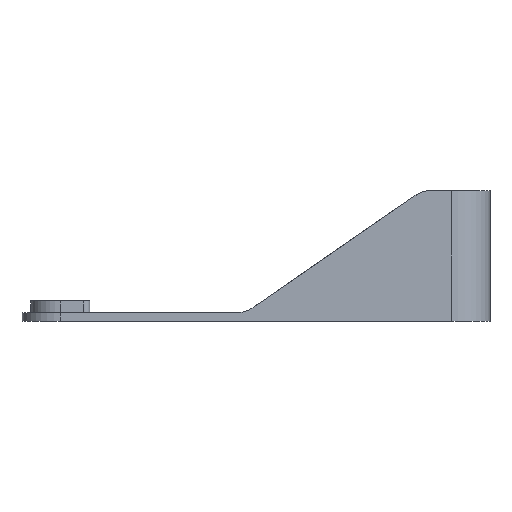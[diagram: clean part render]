
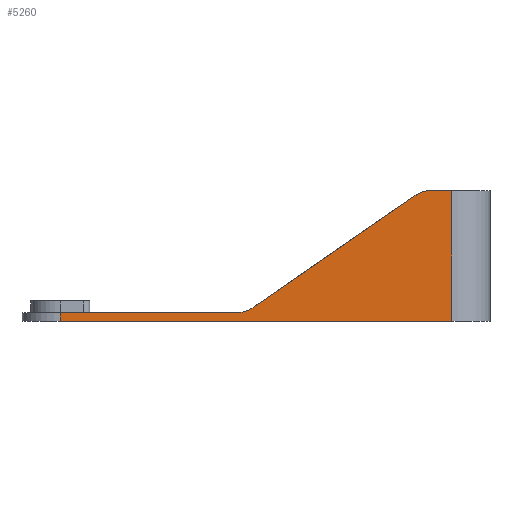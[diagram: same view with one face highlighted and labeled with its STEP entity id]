
A CAD part, front view. The second image highlights one B-rep face of the part: STEP entity #5260.
In plain terms, the highlighted planar face has unit normal (0, -1, 0).
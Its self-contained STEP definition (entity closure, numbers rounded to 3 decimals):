
#855 = PLANE('',#856);
#856 = AXIS2_PLACEMENT_3D('',#857,#858,#859);
#857 = CARTESIAN_POINT('',(123.25,-85.,-3.5));
#858 = DIRECTION('',(0.,0.,1.));
#859 = DIRECTION('',(1.,0.,0.));
#911 = PLANE('',#912);
#912 = AXIS2_PLACEMENT_3D('',#913,#914,#915);
#913 = CARTESIAN_POINT('',(153.98,-75.,18.73));
#914 = DIRECTION('',(0.,0.,1.));
#915 = DIRECTION('',(0.,1.,0.));
#937 = CYLINDRICAL_SURFACE('',#938,6.5);
#938 = AXIS2_PLACEMENT_3D('',#939,#940,#941);
#939 = CARTESIAN_POINT('',(156.5,-105.,-2.));
#940 = DIRECTION('',(0.,0.,1.));
#941 = DIRECTION('',(-1.,0.,0.));
#1300 = PLANE('',#1301);
#1301 = AXIS2_PLACEMENT_3D('',#1302,#1303,#1304);
#1302 = CARTESIAN_POINT('',(121.552,-85.,-2.));
#1303 = DIRECTION('',(0.,0.,1.));
#1304 = DIRECTION('',(0.,-1.,0.));
#2105 = VERTEX_POINT('',#2106);
#2106 = CARTESIAN_POINT('',(156.5,-111.5,-3.5));
#2239 = VERTEX_POINT('',#2240);
#2240 = CARTESIAN_POINT('',(90.,-111.5,-3.5));
#2255 = CYLINDRICAL_SURFACE('',#2256,6.5);
#2256 = AXIS2_PLACEMENT_3D('',#2257,#2258,#2259);
#2257 = CARTESIAN_POINT('',(90.,-105.,-2.));
#2258 = DIRECTION('',(0.,0.,1.));
#2259 = DIRECTION('',(-1.,0.,0.));
#2267 = EDGE_CURVE('',#2105,#2239,#2268,.T.);
#2268 = SURFACE_CURVE('',#2269,(#2273,#2280),.PCURVE_S1.);
#2269 = LINE('',#2270,#2271);
#2270 = CARTESIAN_POINT('',(156.5,-111.5,-3.5));
#2271 = VECTOR('',#2272,1.);
#2272 = DIRECTION('',(-1.,0.,0.));
#2273 = PCURVE('',#855,#2274);
#2274 = DEFINITIONAL_REPRESENTATION('',(#2275),#2279);
#2275 = LINE('',#2276,#2277);
#2276 = CARTESIAN_POINT('',(33.25,-26.5));
#2277 = VECTOR('',#2278,1.);
#2278 = DIRECTION('',(-1.,0.));
#2279 = ( GEOMETRIC_REPRESENTATION_CONTEXT(2) 
PARAMETRIC_REPRESENTATION_CONTEXT() REPRESENTATION_CONTEXT('2D SPACE',''
  ) );
#2280 = PCURVE('',#2281,#2286);
#2281 = PLANE('',#2282);
#2282 = AXIS2_PLACEMENT_3D('',#2283,#2284,#2285);
#2283 = CARTESIAN_POINT('',(123.25,-111.5,7.615));
#2284 = DIRECTION('',(0.,-1.,0.));
#2285 = DIRECTION('',(-1.,0.,0.));
#2286 = DEFINITIONAL_REPRESENTATION('',(#2287),#2291);
#2287 = LINE('',#2288,#2289);
#2288 = CARTESIAN_POINT('',(-33.25,11.115));
#2289 = VECTOR('',#2290,1.);
#2290 = DIRECTION('',(1.,0.));
#2291 = ( GEOMETRIC_REPRESENTATION_CONTEXT(2) 
PARAMETRIC_REPRESENTATION_CONTEXT() REPRESENTATION_CONTEXT('2D SPACE',''
  ) );
#2436 = EDGE_CURVE('',#2437,#2105,#2439,.T.);
#2437 = VERTEX_POINT('',#2438);
#2438 = CARTESIAN_POINT('',(156.5,-111.5,18.73));
#2439 = SURFACE_CURVE('',#2440,(#2444,#2451),.PCURVE_S1.);
#2440 = LINE('',#2441,#2442);
#2441 = CARTESIAN_POINT('',(156.5,-111.5,-2.));
#2442 = VECTOR('',#2443,1.);
#2443 = DIRECTION('',(0.,0.,-1.));
#2444 = PCURVE('',#937,#2445);
#2445 = DEFINITIONAL_REPRESENTATION('',(#2446),#2450);
#2446 = LINE('',#2447,#2448);
#2447 = CARTESIAN_POINT('',(1.571,0.));
#2448 = VECTOR('',#2449,1.);
#2449 = DIRECTION('',(0.,-1.));
#2450 = ( GEOMETRIC_REPRESENTATION_CONTEXT(2) 
PARAMETRIC_REPRESENTATION_CONTEXT() REPRESENTATION_CONTEXT('2D SPACE',''
  ) );
#2451 = PCURVE('',#2281,#2452);
#2452 = DEFINITIONAL_REPRESENTATION('',(#2453),#2457);
#2453 = LINE('',#2454,#2455);
#2454 = CARTESIAN_POINT('',(-33.25,9.615));
#2455 = VECTOR('',#2456,1.);
#2456 = DIRECTION('',(0.,1.));
#2457 = ( GEOMETRIC_REPRESENTATION_CONTEXT(2) 
PARAMETRIC_REPRESENTATION_CONTEXT() REPRESENTATION_CONTEXT('2D SPACE',''
  ) );
#2749 = VERTEX_POINT('',#2750);
#2750 = CARTESIAN_POINT('',(153.059,-111.5,18.73));
#2764 = CYLINDRICAL_SURFACE('',#2765,5.);
#2765 = AXIS2_PLACEMENT_3D('',#2766,#2767,#2768);
#2766 = CARTESIAN_POINT('',(153.059,-111.5,13.73));
#2767 = DIRECTION('',(0.,-1.,0.));
#2768 = DIRECTION('',(1.,0.,0.));
#2776 = EDGE_CURVE('',#2437,#2749,#2777,.T.);
#2777 = SURFACE_CURVE('',#2778,(#2782,#2789),.PCURVE_S1.);
#2778 = LINE('',#2779,#2780);
#2779 = CARTESIAN_POINT('',(155.24,-111.5,18.73));
#2780 = VECTOR('',#2781,1.);
#2781 = DIRECTION('',(-1.,0.,0.));
#2782 = PCURVE('',#911,#2783);
#2783 = DEFINITIONAL_REPRESENTATION('',(#2784),#2788);
#2784 = LINE('',#2785,#2786);
#2785 = CARTESIAN_POINT('',(-36.5,-1.26));
#2786 = VECTOR('',#2787,1.);
#2787 = DIRECTION('',(0.,1.));
#2788 = ( GEOMETRIC_REPRESENTATION_CONTEXT(2) 
PARAMETRIC_REPRESENTATION_CONTEXT() REPRESENTATION_CONTEXT('2D SPACE',''
  ) );
#2789 = PCURVE('',#2281,#2790);
#2790 = DEFINITIONAL_REPRESENTATION('',(#2791),#2795);
#2791 = LINE('',#2792,#2793);
#2792 = CARTESIAN_POINT('',(-31.99,-11.115));
#2793 = VECTOR('',#2794,1.);
#2794 = DIRECTION('',(1.,0.));
#2795 = ( GEOMETRIC_REPRESENTATION_CONTEXT(2) 
PARAMETRIC_REPRESENTATION_CONTEXT() REPRESENTATION_CONTEXT('2D SPACE',''
  ) );
#3365 = PLANE('',#3366);
#3366 = AXIS2_PLACEMENT_3D('',#3367,#3368,#3369);
#3367 = CARTESIAN_POINT('',(122.783,-111.5,-1.113));
#3368 = DIRECTION('',(0.568,0.,-0.823));
#3369 = DIRECTION('',(0.823,0.,0.568));
#3838 = VERTEX_POINT('',#3839);
#3839 = CARTESIAN_POINT('',(90.,-111.5,-2.));
#3861 = EDGE_CURVE('',#3862,#3838,#3864,.T.);
#3862 = VERTEX_POINT('',#3863);
#3863 = CARTESIAN_POINT('',(119.941,-111.5,-2.));
#3864 = SURFACE_CURVE('',#3865,(#3869,#3876),.PCURVE_S1.);
#3865 = LINE('',#3866,#3867);
#3866 = CARTESIAN_POINT('',(119.941,-111.5,-2.));
#3867 = VECTOR('',#3868,1.);
#3868 = DIRECTION('',(-1.,0.,0.));
#3869 = PCURVE('',#1300,#3870);
#3870 = DEFINITIONAL_REPRESENTATION('',(#3871),#3875);
#3871 = LINE('',#3872,#3873);
#3872 = CARTESIAN_POINT('',(26.5,-1.612));
#3873 = VECTOR('',#3874,1.);
#3874 = DIRECTION('',(0.,-1.));
#3875 = ( GEOMETRIC_REPRESENTATION_CONTEXT(2) 
PARAMETRIC_REPRESENTATION_CONTEXT() REPRESENTATION_CONTEXT('2D SPACE',''
  ) );
#3876 = PCURVE('',#2281,#3877);
#3877 = DEFINITIONAL_REPRESENTATION('',(#3878),#3882);
#3878 = LINE('',#3879,#3880);
#3879 = CARTESIAN_POINT('',(3.309,9.615));
#3880 = VECTOR('',#3881,1.);
#3881 = DIRECTION('',(1.,0.));
#3882 = ( GEOMETRIC_REPRESENTATION_CONTEXT(2) 
PARAMETRIC_REPRESENTATION_CONTEXT() REPRESENTATION_CONTEXT('2D SPACE',''
  ) );
#3900 = CYLINDRICAL_SURFACE('',#3901,5.);
#3901 = AXIS2_PLACEMENT_3D('',#3902,#3903,#3904);
#3902 = CARTESIAN_POINT('',(119.941,-111.5,3.));
#3903 = DIRECTION('',(0.,-1.,0.));
#3904 = DIRECTION('',(1.,0.,0.));
#5260 = ADVANCED_FACE('',(#5261),#2281,.T.);
#5261 = FACE_BOUND('',#5262,.T.);
#5262 = EDGE_LOOP('',(#5263,#5264,#5265,#5289,#5312,#5334,#5335,#5356));
#5263 = ORIENTED_EDGE('',*,*,#2436,.F.);
#5264 = ORIENTED_EDGE('',*,*,#2776,.T.);
#5265 = ORIENTED_EDGE('',*,*,#5266,.T.);
#5266 = EDGE_CURVE('',#2749,#5267,#5269,.T.);
#5267 = VERTEX_POINT('',#5268);
#5268 = CARTESIAN_POINT('',(150.217,-111.5,17.843));
#5269 = SURFACE_CURVE('',#5270,(#5275,#5282),.PCURVE_S1.);
#5270 = CIRCLE('',#5271,5.);
#5271 = AXIS2_PLACEMENT_3D('',#5272,#5273,#5274);
#5272 = CARTESIAN_POINT('',(153.059,-111.5,13.73));
#5273 = DIRECTION('',(0.,-1.,0.));
#5274 = DIRECTION('',(1.,0.,0.));
#5275 = PCURVE('',#2281,#5276);
#5276 = DEFINITIONAL_REPRESENTATION('',(#5277),#5281);
#5277 = CIRCLE('',#5278,5.);
#5278 = AXIS2_PLACEMENT_2D('',#5279,#5280);
#5279 = CARTESIAN_POINT('',(-29.809,-6.115));
#5280 = DIRECTION('',(-1.,0.));
#5281 = ( GEOMETRIC_REPRESENTATION_CONTEXT(2) 
PARAMETRIC_REPRESENTATION_CONTEXT() REPRESENTATION_CONTEXT('2D SPACE',''
  ) );
#5282 = PCURVE('',#2764,#5283);
#5283 = DEFINITIONAL_REPRESENTATION('',(#5284),#5288);
#5284 = LINE('',#5285,#5286);
#5285 = CARTESIAN_POINT('',(0.,0.));
#5286 = VECTOR('',#5287,1.);
#5287 = DIRECTION('',(1.,0.));
#5288 = ( GEOMETRIC_REPRESENTATION_CONTEXT(2) 
PARAMETRIC_REPRESENTATION_CONTEXT() REPRESENTATION_CONTEXT('2D SPACE',''
  ) );
#5289 = ORIENTED_EDGE('',*,*,#5290,.F.);
#5290 = EDGE_CURVE('',#5291,#5267,#5293,.T.);
#5291 = VERTEX_POINT('',#5292);
#5292 = CARTESIAN_POINT('',(122.783,-111.5,-1.113));
#5293 = SURFACE_CURVE('',#5294,(#5298,#5305),.PCURVE_S1.);
#5294 = LINE('',#5295,#5296);
#5295 = CARTESIAN_POINT('',(122.783,-111.5,-1.113));
#5296 = VECTOR('',#5297,1.);
#5297 = DIRECTION('',(0.823,0.,0.568));
#5298 = PCURVE('',#2281,#5299);
#5299 = DEFINITIONAL_REPRESENTATION('',(#5300),#5304);
#5300 = LINE('',#5301,#5302);
#5301 = CARTESIAN_POINT('',(0.467,8.728));
#5302 = VECTOR('',#5303,1.);
#5303 = DIRECTION('',(-0.823,-0.568));
#5304 = ( GEOMETRIC_REPRESENTATION_CONTEXT(2) 
PARAMETRIC_REPRESENTATION_CONTEXT() REPRESENTATION_CONTEXT('2D SPACE',''
  ) );
#5305 = PCURVE('',#3365,#5306);
#5306 = DEFINITIONAL_REPRESENTATION('',(#5307),#5311);
#5307 = LINE('',#5308,#5309);
#5308 = CARTESIAN_POINT('',(0.,0.));
#5309 = VECTOR('',#5310,1.);
#5310 = DIRECTION('',(1.,0.));
#5311 = ( GEOMETRIC_REPRESENTATION_CONTEXT(2) 
PARAMETRIC_REPRESENTATION_CONTEXT() REPRESENTATION_CONTEXT('2D SPACE',''
  ) );
#5312 = ORIENTED_EDGE('',*,*,#5313,.F.);
#5313 = EDGE_CURVE('',#3862,#5291,#5314,.T.);
#5314 = SURFACE_CURVE('',#5315,(#5320,#5327),.PCURVE_S1.);
#5315 = CIRCLE('',#5316,5.);
#5316 = AXIS2_PLACEMENT_3D('',#5317,#5318,#5319);
#5317 = CARTESIAN_POINT('',(119.941,-111.5,3.));
#5318 = DIRECTION('',(0.,-1.,0.));
#5319 = DIRECTION('',(1.,0.,0.));
#5320 = PCURVE('',#2281,#5321);
#5321 = DEFINITIONAL_REPRESENTATION('',(#5322),#5326);
#5322 = CIRCLE('',#5323,5.);
#5323 = AXIS2_PLACEMENT_2D('',#5324,#5325);
#5324 = CARTESIAN_POINT('',(3.309,4.615));
#5325 = DIRECTION('',(-1.,0.));
#5326 = ( GEOMETRIC_REPRESENTATION_CONTEXT(2) 
PARAMETRIC_REPRESENTATION_CONTEXT() REPRESENTATION_CONTEXT('2D SPACE',''
  ) );
#5327 = PCURVE('',#3900,#5328);
#5328 = DEFINITIONAL_REPRESENTATION('',(#5329),#5333);
#5329 = LINE('',#5330,#5331);
#5330 = CARTESIAN_POINT('',(0.,0.));
#5331 = VECTOR('',#5332,1.);
#5332 = DIRECTION('',(1.,0.));
#5333 = ( GEOMETRIC_REPRESENTATION_CONTEXT(2) 
PARAMETRIC_REPRESENTATION_CONTEXT() REPRESENTATION_CONTEXT('2D SPACE',''
  ) );
#5334 = ORIENTED_EDGE('',*,*,#3861,.T.);
#5335 = ORIENTED_EDGE('',*,*,#5336,.F.);
#5336 = EDGE_CURVE('',#2239,#3838,#5337,.T.);
#5337 = SURFACE_CURVE('',#5338,(#5342,#5349),.PCURVE_S1.);
#5338 = LINE('',#5339,#5340);
#5339 = CARTESIAN_POINT('',(90.,-111.5,-2.));
#5340 = VECTOR('',#5341,1.);
#5341 = DIRECTION('',(0.,0.,1.));
#5342 = PCURVE('',#2281,#5343);
#5343 = DEFINITIONAL_REPRESENTATION('',(#5344),#5348);
#5344 = LINE('',#5345,#5346);
#5345 = CARTESIAN_POINT('',(33.25,9.615));
#5346 = VECTOR('',#5347,1.);
#5347 = DIRECTION('',(0.,-1.));
#5348 = ( GEOMETRIC_REPRESENTATION_CONTEXT(2) 
PARAMETRIC_REPRESENTATION_CONTEXT() REPRESENTATION_CONTEXT('2D SPACE',''
  ) );
#5349 = PCURVE('',#2255,#5350);
#5350 = DEFINITIONAL_REPRESENTATION('',(#5351),#5355);
#5351 = LINE('',#5352,#5353);
#5352 = CARTESIAN_POINT('',(1.571,0.));
#5353 = VECTOR('',#5354,1.);
#5354 = DIRECTION('',(0.,1.));
#5355 = ( GEOMETRIC_REPRESENTATION_CONTEXT(2) 
PARAMETRIC_REPRESENTATION_CONTEXT() REPRESENTATION_CONTEXT('2D SPACE',''
  ) );
#5356 = ORIENTED_EDGE('',*,*,#2267,.F.);
